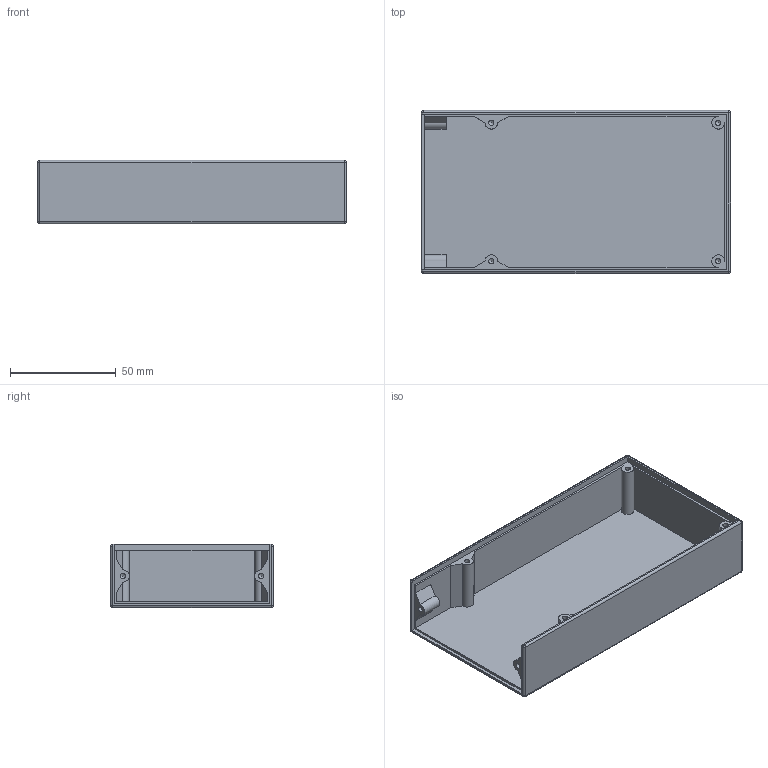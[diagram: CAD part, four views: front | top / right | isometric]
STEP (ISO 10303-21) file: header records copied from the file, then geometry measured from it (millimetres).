
FILE_DESCRIPTION(/* description */ (''),/* implementation_level */ '2;1');
FILE_NAME(/* name */ '',/* time_stamp */ '2023-11-29T14:11:37+08:00',/* author */ (''),/* organization */ (''),/* preprocessor_version */ 'ST-DEVELOPER v20',/* originating_system */ 'Autodesk Translation Framework v12.14.0.127',/* authorisation */ '');
FILE_SCHEMA (('AUTOMOTIVE_DESIGN { 1 0 10303 214 3 1 1 }'));
Length unit declared in the file: millimetre
Products named in the file (1): Fusion 零部件
Bounding box: 146 x 77 x 30 mm (x, y, z)
Volume: 62284.1 mm3; surface area: 44481.7 mm2
Topology: 1 solids, 1 shells, 67 faces, 165 edges, 100 vertices
Faces by surface type: plane 28, cylinder 25, sphere 8, cone 6
Full cylindrical faces by diameter (mm): 2.5 x6
Entity records: 1962 total; most frequent: DIRECTION 345, CARTESIAN_POINT 327, ORIENTED_EDGE 318, EDGE_CURVE 159, AXIS2_PLACEMENT_3D 118, LINE 109, VECTOR 109, VERTEX_POINT 100
